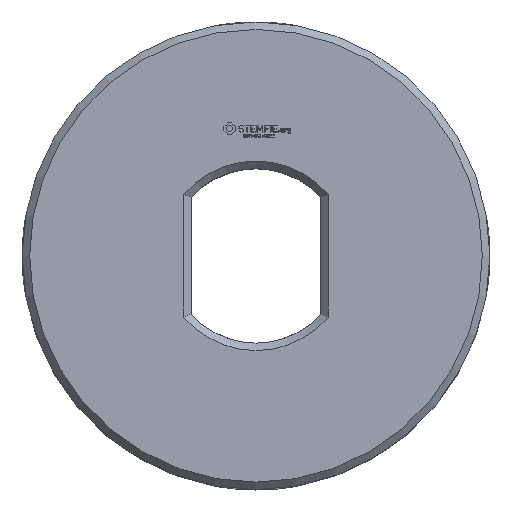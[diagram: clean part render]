
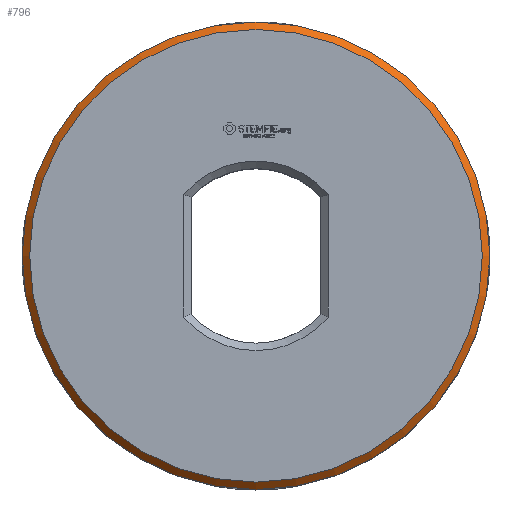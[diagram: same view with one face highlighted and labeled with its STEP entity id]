
A CAD part, top view. The second image highlights one B-rep face of the part: STEP entity #796.
In plain terms, the highlighted conical face has half-angle 45 degrees and reference radius 9.375 mm.
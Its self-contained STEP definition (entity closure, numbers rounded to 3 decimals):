
#155 = VERTEX_POINT('',#156);
#156 = CARTESIAN_POINT('',(9.375,0.,9.075));
#162 = EDGE_CURVE('',#155,#155,#163,.T.);
#163 = CIRCLE('',#164,9.375);
#164 = AXIS2_PLACEMENT_3D('',#165,#166,#167);
#165 = CARTESIAN_POINT('',(0.,0.,9.075));
#166 = DIRECTION('',(0.,0.,1.));
#167 = DIRECTION('',(1.,0.,0.));
#796 = ADVANCED_FACE('',(#797),#816,.T.);
#797 = FACE_BOUND('',#798,.T.);
#798 = EDGE_LOOP('',(#799,#807,#808,#809));
#799 = ORIENTED_EDGE('',*,*,#800,.F.);
#800 = EDGE_CURVE('',#155,#801,#803,.T.);
#801 = VERTEX_POINT('',#802);
#802 = CARTESIAN_POINT('',(9.075,0.,9.375));
#803 = LINE('',#804,#805);
#804 = CARTESIAN_POINT('',(9.375,0.,9.075));
#805 = VECTOR('',#806,1.);
#806 = DIRECTION('',(-0.707,0.,0.707));
#807 = ORIENTED_EDGE('',*,*,#162,.T.);
#808 = ORIENTED_EDGE('',*,*,#800,.T.);
#809 = ORIENTED_EDGE('',*,*,#810,.F.);
#810 = EDGE_CURVE('',#801,#801,#811,.T.);
#811 = CIRCLE('',#812,9.075);
#812 = AXIS2_PLACEMENT_3D('',#813,#814,#815);
#813 = CARTESIAN_POINT('',(0.,0.,9.375));
#814 = DIRECTION('',(0.,0.,1.));
#815 = DIRECTION('',(1.,0.,0.));
#816 = CONICAL_SURFACE('',#817,9.375,0.785);
#817 = AXIS2_PLACEMENT_3D('',#818,#819,#820);
#818 = CARTESIAN_POINT('',(0.,0.,9.075));
#819 = DIRECTION('',(-0.,-0.,-1.));
#820 = DIRECTION('',(1.,0.,0.));
